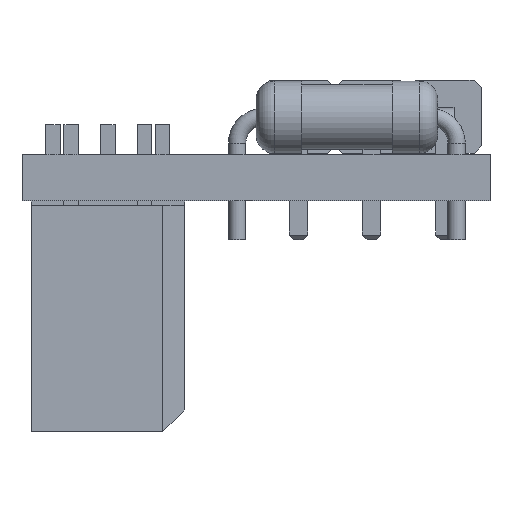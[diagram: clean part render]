
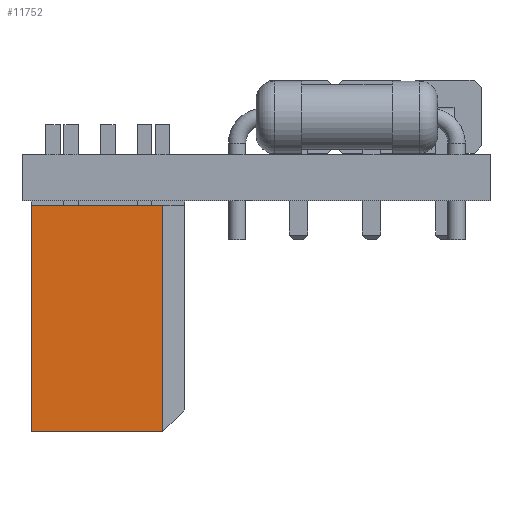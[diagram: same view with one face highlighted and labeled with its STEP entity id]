
A CAD part, left-side view. The second image highlights one B-rep face of the part: STEP entity #11752.
In plain terms, the highlighted planar face has unit normal (-1, 0, 0).
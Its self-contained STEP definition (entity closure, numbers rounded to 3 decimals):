
#8233 = VERTEX_POINT('',#8234);
#8234 = CARTESIAN_POINT('',(-6.195,-4.845,9.778));
#8248 = PLANE('',#8249);
#8249 = AXIS2_PLACEMENT_3D('',#8250,#8251,#8252);
#8250 = CARTESIAN_POINT('',(-6.195,-4.845,9.778));
#8251 = DIRECTION('',(0.707,-0.707,0.));
#8252 = DIRECTION('',(0.,0.,-1.));
#8274 = PLANE('',#8275);
#8275 = AXIS2_PLACEMENT_3D('',#8276,#8277,#8278);
#8276 = CARTESIAN_POINT('',(-6.195,-4.083,9.778));
#8277 = DIRECTION('',(0.,0.,1.));
#8278 = DIRECTION('',(1.,0.,-0.));
#8313 = EDGE_CURVE('',#8233,#8314,#8316,.T.);
#8314 = VERTEX_POINT('',#8315);
#8315 = CARTESIAN_POINT('',(-6.195,-4.845,1.904));
#8316 = SURFACE_CURVE('',#8317,(#8321,#8328),.PCURVE_S1.);
#8317 = LINE('',#8318,#8319);
#8318 = CARTESIAN_POINT('',(-6.195,-4.845,9.778));
#8319 = VECTOR('',#8320,1.);
#8320 = DIRECTION('',(0.,0.,-1.));
#8321 = PCURVE('',#8248,#8322);
#8322 = DEFINITIONAL_REPRESENTATION('',(#8323),#8327);
#8323 = LINE('',#8324,#8325);
#8324 = CARTESIAN_POINT('',(0.,0.));
#8325 = VECTOR('',#8326,1.);
#8326 = DIRECTION('',(1.,0.));
#8327 = ( GEOMETRIC_REPRESENTATION_CONTEXT(2) 
PARAMETRIC_REPRESENTATION_CONTEXT() REPRESENTATION_CONTEXT('2D SPACE',''
  ) );
#8328 = PCURVE('',#8329,#8334);
#8329 = PLANE('',#8330);
#8330 = AXIS2_PLACEMENT_3D('',#8331,#8332,#8333);
#8331 = CARTESIAN_POINT('',(-6.195,-4.083,9.778));
#8332 = DIRECTION('',(1.,0.,0.));
#8333 = DIRECTION('',(0.,0.,-1.));
#8334 = DEFINITIONAL_REPRESENTATION('',(#8335),#8339);
#8335 = LINE('',#8336,#8337);
#8336 = CARTESIAN_POINT('',(0.,-0.762));
#8337 = VECTOR('',#8338,1.);
#8338 = DIRECTION('',(1.,0.));
#8339 = ( GEOMETRIC_REPRESENTATION_CONTEXT(2) 
PARAMETRIC_REPRESENTATION_CONTEXT() REPRESENTATION_CONTEXT('2D SPACE',''
  ) );
#8355 = PLANE('',#8356);
#8356 = AXIS2_PLACEMENT_3D('',#8357,#8358,#8359);
#8357 = CARTESIAN_POINT('',(-3.909,-1.783,1.904));
#8358 = DIRECTION('',(0.,0.,1.));
#8359 = DIRECTION('',(1.,0.,0.));
#9138 = PLANE('',#9139);
#9139 = AXIS2_PLACEMENT_3D('',#9140,#9141,#9142);
#9140 = CARTESIAN_POINT('',(-6.195,-9.417,9.778));
#9141 = DIRECTION('',(0.,1.,0.));
#9142 = DIRECTION('',(0.,-0.,1.));
#11413 = EDGE_CURVE('',#8233,#11414,#11416,.T.);
#11414 = VERTEX_POINT('',#11415);
#11415 = CARTESIAN_POINT('',(-6.195,-9.417,9.778));
#11416 = SURFACE_CURVE('',#11417,(#11421,#11428),.PCURVE_S1.);
#11417 = LINE('',#11418,#11419);
#11418 = CARTESIAN_POINT('',(-6.195,-4.845,9.778));
#11419 = VECTOR('',#11420,1.);
#11420 = DIRECTION('',(0.,-1.,0.));
#11421 = PCURVE('',#8274,#11422);
#11422 = DEFINITIONAL_REPRESENTATION('',(#11423),#11427);
#11423 = LINE('',#11424,#11425);
#11424 = CARTESIAN_POINT('',(0.,-0.762));
#11425 = VECTOR('',#11426,1.);
#11426 = DIRECTION('',(0.,-1.));
#11427 = ( GEOMETRIC_REPRESENTATION_CONTEXT(2) 
PARAMETRIC_REPRESENTATION_CONTEXT() REPRESENTATION_CONTEXT('2D SPACE',''
  ) );
#11428 = PCURVE('',#8329,#11429);
#11429 = DEFINITIONAL_REPRESENTATION('',(#11430),#11434);
#11430 = LINE('',#11431,#11432);
#11431 = CARTESIAN_POINT('',(0.,-0.762));
#11432 = VECTOR('',#11433,1.);
#11433 = DIRECTION('',(-0.,-1.));
#11434 = ( GEOMETRIC_REPRESENTATION_CONTEXT(2) 
PARAMETRIC_REPRESENTATION_CONTEXT() REPRESENTATION_CONTEXT('2D SPACE',''
  ) );
#11635 = VERTEX_POINT('',#11636);
#11636 = CARTESIAN_POINT('',(-6.195,-9.417,1.904));
#11657 = EDGE_CURVE('',#11414,#11635,#11658,.T.);
#11658 = SURFACE_CURVE('',#11659,(#11663,#11670),.PCURVE_S1.);
#11659 = LINE('',#11660,#11661);
#11660 = CARTESIAN_POINT('',(-6.195,-9.417,9.778));
#11661 = VECTOR('',#11662,1.);
#11662 = DIRECTION('',(0.,0.,-1.));
#11663 = PCURVE('',#9138,#11664);
#11664 = DEFINITIONAL_REPRESENTATION('',(#11665),#11669);
#11665 = LINE('',#11666,#11667);
#11666 = CARTESIAN_POINT('',(0.,0.));
#11667 = VECTOR('',#11668,1.);
#11668 = DIRECTION('',(-1.,0.));
#11669 = ( GEOMETRIC_REPRESENTATION_CONTEXT(2) 
PARAMETRIC_REPRESENTATION_CONTEXT() REPRESENTATION_CONTEXT('2D SPACE',''
  ) );
#11670 = PCURVE('',#8329,#11671);
#11671 = DEFINITIONAL_REPRESENTATION('',(#11672),#11676);
#11672 = LINE('',#11673,#11674);
#11673 = CARTESIAN_POINT('',(-0.,-5.334));
#11674 = VECTOR('',#11675,1.);
#11675 = DIRECTION('',(1.,0.));
#11676 = ( GEOMETRIC_REPRESENTATION_CONTEXT(2) 
PARAMETRIC_REPRESENTATION_CONTEXT() REPRESENTATION_CONTEXT('2D SPACE',''
  ) );
#11752 = ADVANCED_FACE('',(#11753),#8329,.F.);
#11753 = FACE_BOUND('',#11754,.T.);
#11754 = EDGE_LOOP('',(#11755,#11756,#11757,#11778));
#11755 = ORIENTED_EDGE('',*,*,#11413,.F.);
#11756 = ORIENTED_EDGE('',*,*,#8313,.T.);
#11757 = ORIENTED_EDGE('',*,*,#11758,.T.);
#11758 = EDGE_CURVE('',#8314,#11635,#11759,.T.);
#11759 = SURFACE_CURVE('',#11760,(#11764,#11771),.PCURVE_S1.);
#11760 = LINE('',#11761,#11762);
#11761 = CARTESIAN_POINT('',(-6.195,-4.845,1.904));
#11762 = VECTOR('',#11763,1.);
#11763 = DIRECTION('',(0.,-1.,0.));
#11764 = PCURVE('',#8329,#11765);
#11765 = DEFINITIONAL_REPRESENTATION('',(#11766),#11770);
#11766 = LINE('',#11767,#11768);
#11767 = CARTESIAN_POINT('',(7.874,-0.762));
#11768 = VECTOR('',#11769,1.);
#11769 = DIRECTION('',(-0.,-1.));
#11770 = ( GEOMETRIC_REPRESENTATION_CONTEXT(2) 
PARAMETRIC_REPRESENTATION_CONTEXT() REPRESENTATION_CONTEXT('2D SPACE',''
  ) );
#11771 = PCURVE('',#8355,#11772);
#11772 = DEFINITIONAL_REPRESENTATION('',(#11773),#11777);
#11773 = LINE('',#11774,#11775);
#11774 = CARTESIAN_POINT('',(-2.286,-3.062));
#11775 = VECTOR('',#11776,1.);
#11776 = DIRECTION('',(0.,-1.));
#11777 = ( GEOMETRIC_REPRESENTATION_CONTEXT(2) 
PARAMETRIC_REPRESENTATION_CONTEXT() REPRESENTATION_CONTEXT('2D SPACE',''
  ) );
#11778 = ORIENTED_EDGE('',*,*,#11657,.F.);
